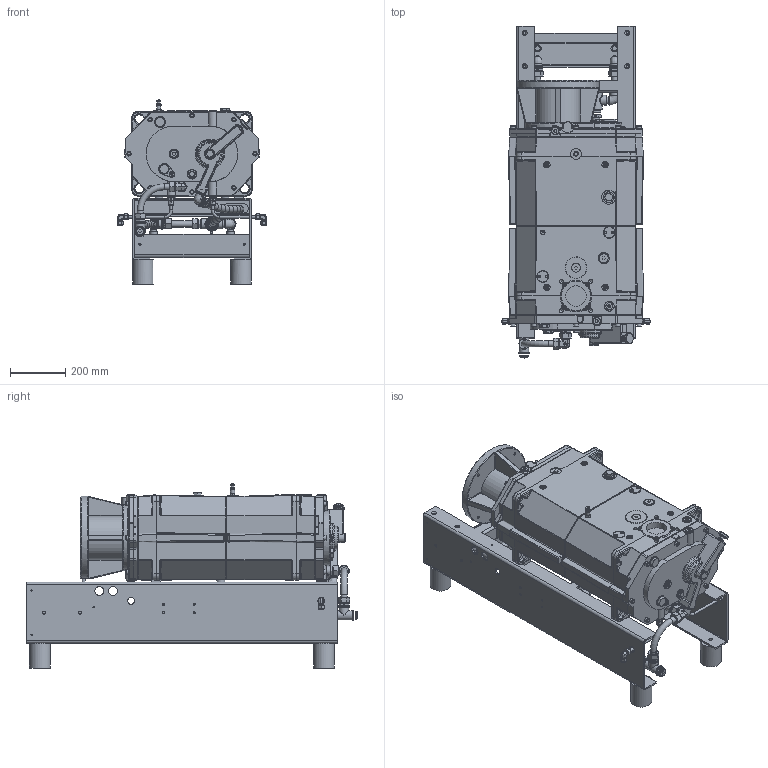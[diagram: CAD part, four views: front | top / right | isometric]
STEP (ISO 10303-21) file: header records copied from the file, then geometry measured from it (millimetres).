
FILE_DESCRIPTION(/* description */ (''),/* implementation_level */ '2;1');
FILE_NAME(/* name */ 'PU900052.stp',/* time_stamp */ '2020-05-28T14:48:22+02:00',/* author */ ('JOHLE'),/* organization */ (''),/* preprocessor_version */ 'ST-DEVELOPER v17',/* originating_system */ 'Autodesk Inventor 2018',/* authorisation */ '');
FILE_SCHEMA (('AUTOMOTIVE_DESIGN { 1 0 10303 214 3 1 1 }'));
Products named in the file (1): PU 900 052
Bounding box: 538.5 x 1197.23 x 664.5 mm (x, y, z)
Volume: 101012716.9 mm3; surface area: 4094389.1 mm2
Topology: 2 solids, 4 shells, 4230 faces, 10787 edges, 6822 vertices
Faces by surface type: plane 1821, cylinder 1184, cone 497, bspline 401, torus 265, sphere 62
Full cylindrical faces by diameter (mm): 4 x1, 4.2 x4, 5 x12, 6.8 x14, 8 x4, 9 x6, 9.728 x1, 10 x11, 10.08 x1, 10.2 x7, 12 x7, 13 x8, 13.158 x1, 14 x22, 15 x1, 16 x16, 16.5 x1, 17.5 x4, 18.631 x2, 19 x8, 20.5 x2, 20.6 x3, 20.955 x1, 22 x9, 23 x8, 23.8 x1, 25 x9, 26 x4, 26.44 x2, 26.441 x5
Entity records: 161012 total; most frequent: CARTESIAN_POINT 59923, ORIENTED_EDGE 21434, DIRECTION 21428, EDGE_CURVE 10717, AXIS2_PLACEMENT_3D 8255, VERTEX_POINT 6821, LINE 4918, VECTOR 4918
